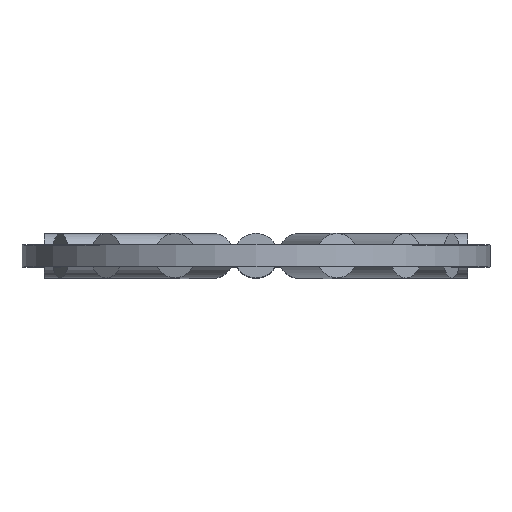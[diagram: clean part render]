
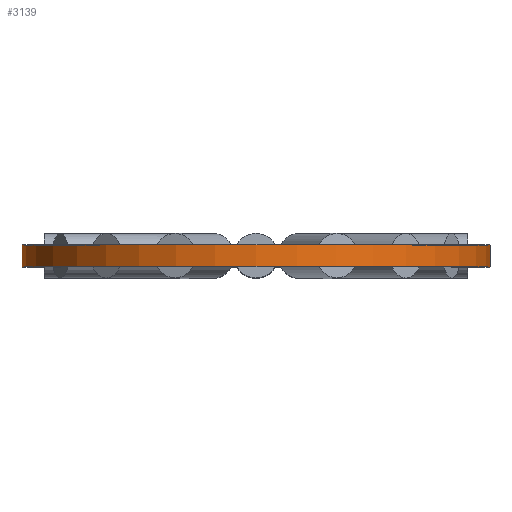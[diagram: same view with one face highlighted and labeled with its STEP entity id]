
A CAD part, top view. The second image highlights one B-rep face of the part: STEP entity #3139.
In plain terms, the highlighted cylindrical face has radius 10.5 mm (diameter 21 mm), a partial arc.
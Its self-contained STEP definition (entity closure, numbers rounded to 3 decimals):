
#31 = VERTEX_POINT ( 'NONE', #2440 ) ;
#147 = LINE ( 'NONE', #308, #1603 ) ;
#308 = CARTESIAN_POINT ( 'NONE',  ( -10.5, 0.5, 0. ) ) ;
#380 = AXIS2_PLACEMENT_3D ( 'NONE', #3610, #1496, #4008 ) ;
#506 = AXIS2_PLACEMENT_3D ( 'NONE', #1829, #3265, #2168 ) ;
#655 = VERTEX_POINT ( 'NONE', #2554 ) ;
#1166 = DIRECTION ( 'NONE',  ( 0., 1., 0. ) ) ;
#1177 = CARTESIAN_POINT ( 'NONE',  ( -10.5, -0.48, 0. ) ) ;
#1229 = EDGE_CURVE ( 'NONE', #655, #31, #2691, .T. ) ;
#1270 = ORIENTED_EDGE ( 'NONE', *, *, #1229, .F. ) ;
#1304 = VERTEX_POINT ( 'NONE', #4038 ) ;
#1450 = CYLINDRICAL_SURFACE ( 'NONE', #380, 10.5 ) ;
#1496 = DIRECTION ( 'NONE',  ( 0., 1., 0. ) ) ;
#1519 = ORIENTED_EDGE ( 'NONE', *, *, #3996, .T. ) ;
#1533 = ORIENTED_EDGE ( 'NONE', *, *, #4207, .F. ) ;
#1576 = ORIENTED_EDGE ( 'NONE', *, *, #3087, .T. ) ;
#1603 = VECTOR ( 'NONE', #1822, 1000. ) ;
#1822 = DIRECTION ( 'NONE',  ( 0., 1., 0. ) ) ;
#1829 = CARTESIAN_POINT ( 'NONE',  ( 0., -0.48, 0. ) ) ;
#1861 = AXIS2_PLACEMENT_3D ( 'NONE', #3661, #1166, #2200 ) ;
#1998 = CIRCLE ( 'NONE', #506, 10.5 ) ;
#2168 = DIRECTION ( 'NONE',  ( -1., 0., 0. ) ) ;
#2174 = VECTOR ( 'NONE', #2179, 1000. ) ;
#2179 = DIRECTION ( 'NONE',  ( 0., 1., 0. ) ) ;
#2200 = DIRECTION ( 'NONE',  ( -1., 0., 0. ) ) ;
#2201 = CARTESIAN_POINT ( 'NONE',  ( 10.5, 0.5, 0. ) ) ;
#2440 = CARTESIAN_POINT ( 'NONE',  ( 10.5, 0.48, 0. ) ) ;
#2554 = CARTESIAN_POINT ( 'NONE',  ( -10.5, 0.48, 0. ) ) ;
#2691 = CIRCLE ( 'NONE', #1861, 10.5 ) ;
#2991 = EDGE_LOOP ( 'NONE', ( #1519, #1576, #1270, #1533 ) ) ;
#3087 = EDGE_CURVE ( 'NONE', #1304, #31, #3343, .T. ) ;
#3139 = ADVANCED_FACE ( 'NONE', ( #4655 ), #1450, .T. ) ;
#3265 = DIRECTION ( 'NONE',  ( 0., 1., 0. ) ) ;
#3343 = LINE ( 'NONE', #2201, #2174 ) ;
#3610 = CARTESIAN_POINT ( 'NONE',  ( 0., 0.5, 0. ) ) ;
#3661 = CARTESIAN_POINT ( 'NONE',  ( 0., 0.48, 0. ) ) ;
#3687 = VERTEX_POINT ( 'NONE', #1177 ) ;
#3996 = EDGE_CURVE ( 'NONE', #3687, #1304, #1998, .T. ) ;
#4008 = DIRECTION ( 'NONE',  ( -1., 0., 0. ) ) ;
#4038 = CARTESIAN_POINT ( 'NONE',  ( 10.5, -0.48, 0. ) ) ;
#4207 = EDGE_CURVE ( 'NONE', #3687, #655, #147, .T. ) ;
#4655 = FACE_OUTER_BOUND ( 'NONE', #2991, .T. ) ;
